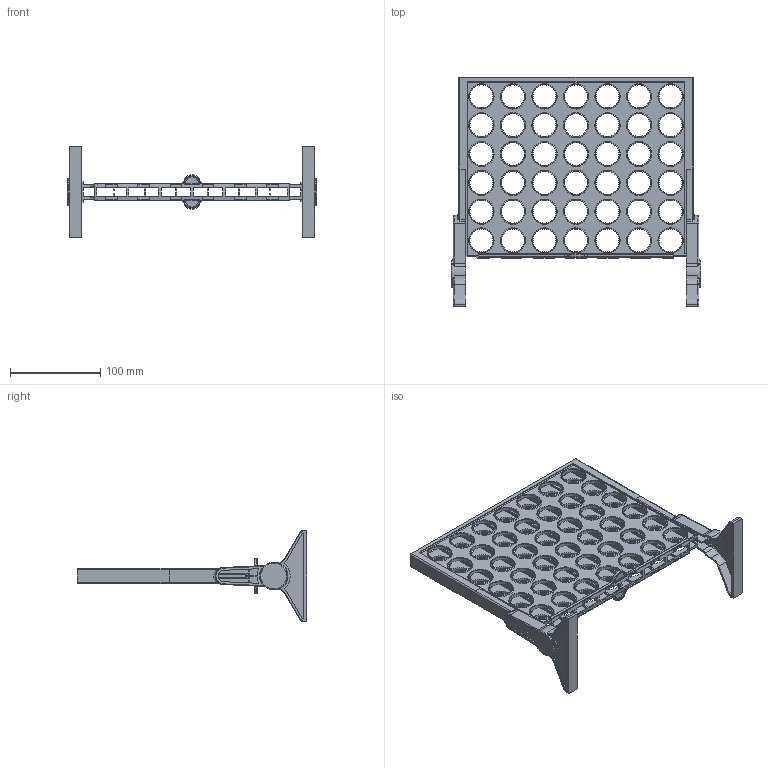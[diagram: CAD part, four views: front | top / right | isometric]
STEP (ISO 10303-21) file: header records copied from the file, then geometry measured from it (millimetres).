
FILE_DESCRIPTION (( 'STEP AP203' ), '1' );
FILE_NAME ('Connect 4.STEP', '2018-11-12T00:52:04', ( '' ), ( '' ), 'SwSTEP 2.0', 'SolidWorks 2016', '' );
FILE_SCHEMA (( 'CONFIG_CONTROL_DESIGN' ));
Length unit declared in the file: inch
Products named in the file (1): Connect 4
Bounding box: 276.48 x 254 x 101.6 mm (x, y, z)
Volume: 214722.5 mm3; surface area: 239472.5 mm2
Topology: 4 solids, 4 shells, 1289 faces, 3244 edges, 1992 vertices
Faces by surface type: plane 528, cylinder 399, torus 270, bspline 68, sphere 24
Full cylindrical faces by diameter (mm): 25.4 x84, 26.098 x2, 26.987 x84, 30.162 x2
Entity records: 38727 total; most frequent: CARTESIAN_POINT 8760, DIRECTION 6298, ORIENTED_EDGE 5696, EDGE_CURVE 2848, AXIS2_PLACEMENT_3D 2414, VERTEX_POINT 1988, EDGE_LOOP 1908, FACE_OUTER_BOUND 1633
